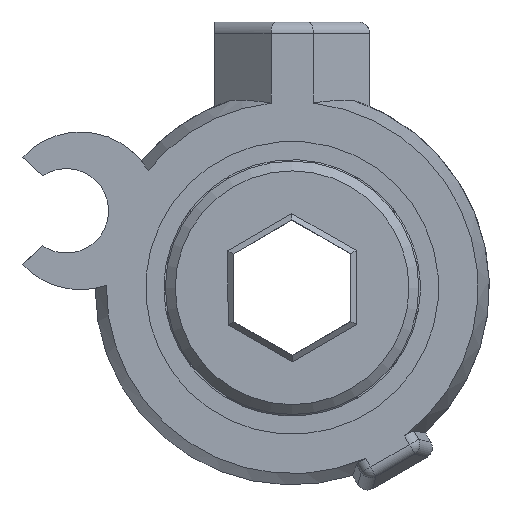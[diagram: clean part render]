
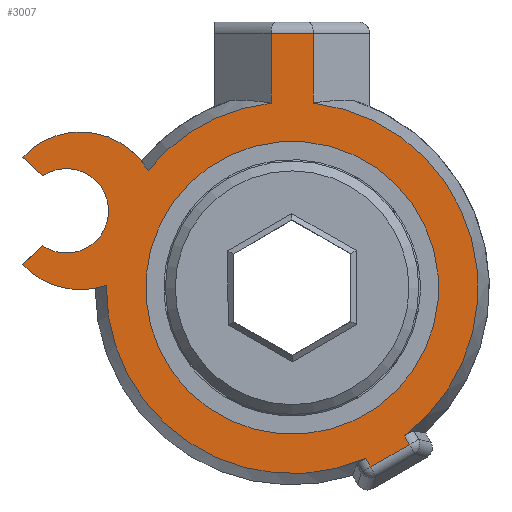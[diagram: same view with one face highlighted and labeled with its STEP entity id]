
A CAD part, front view. The second image highlights one B-rep face of the part: STEP entity #3007.
In plain terms, the highlighted planar face has unit normal (0, -1, 0).
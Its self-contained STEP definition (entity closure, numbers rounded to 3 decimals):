
#151=FACE_BOUND('',#519,.T.);
#205=PLANE('',#3311);
#337=FACE_OUTER_BOUND('',#518,.T.);
#518=EDGE_LOOP('',(#2517,#2518,#2519,#2520,#2521,#2522,#2523,#2524,#2525,
#2526,#2527,#2528,#2529,#2530));
#519=EDGE_LOOP('',(#2531));
#647=LINE('',#4389,#855);
#732=LINE('',#4785,#940);
#781=LINE('',#5017,#989);
#788=LINE('',#5054,#996);
#791=LINE('',#5070,#999);
#803=LINE('',#5127,#1011);
#804=LINE('',#5128,#1012);
#805=LINE('',#5129,#1013);
#855=VECTOR('',#3457,10.);
#940=VECTOR('',#3748,10.);
#989=VECTOR('',#3975,10.);
#996=VECTOR('',#4002,10.);
#999=VECTOR('',#4007,10.);
#1011=VECTOR('',#4069,10.);
#1012=VECTOR('',#4070,10.);
#1013=VECTOR('',#4071,10.);
#1087=CIRCLE('',#3109,2.8);
#1089=CIRCLE('',#3113,2.8);
#1091=CIRCLE('',#3117,1.5);
#1142=CIRCLE('',#3303,6.6);
#1143=CIRCLE('',#3306,6.6);
#1144=CIRCLE('',#3309,6.6);
#1145=CIRCLE('',#3312,5.2);
#1209=VERTEX_POINT('',#4386);
#1210=VERTEX_POINT('',#4388);
#1243=VERTEX_POINT('',#4459);
#1252=VERTEX_POINT('',#4496);
#1253=VERTEX_POINT('',#4501);
#1255=VERTEX_POINT('',#4509);
#1327=VERTEX_POINT('',#4778);
#1329=VERTEX_POINT('',#4784);
#1381=VERTEX_POINT('',#4984);
#1385=VERTEX_POINT('',#5009);
#1397=VERTEX_POINT('',#5043);
#1398=VERTEX_POINT('',#5057);
#1402=VERTEX_POINT('',#5111);
#1403=VERTEX_POINT('',#5123);
#1404=VERTEX_POINT('',#5130);
#1497=EDGE_CURVE('',#1209,#1210,#647,.T.);
#1532=EDGE_CURVE('',#1210,#1243,#1087,.T.);
#1544=EDGE_CURVE('',#1252,#1253,#1089,.T.);
#1549=EDGE_CURVE('',#1209,#1255,#1091,.T.);
#1661=EDGE_CURVE('',#1329,#1327,#732,.T.);
#1762=EDGE_CURVE('',#1385,#1381,#781,.T.);
#1776=EDGE_CURVE('',#1397,#1385,#788,.T.);
#1780=EDGE_CURVE('',#1381,#1398,#791,.T.);
#1798=EDGE_CURVE('',#1402,#1397,#1142,.T.);
#1800=EDGE_CURVE('',#1398,#1252,#1143,.T.);
#1801=EDGE_CURVE('',#1243,#1403,#1144,.T.);
#1803=EDGE_CURVE('',#1403,#1329,#803,.T.);
#1804=EDGE_CURVE('',#1255,#1253,#804,.T.);
#1805=EDGE_CURVE('',#1327,#1402,#805,.T.);
#1806=EDGE_CURVE('',#1404,#1404,#1145,.T.);
#2517=ORIENTED_EDGE('',*,*,#1661,.F.);
#2518=ORIENTED_EDGE('',*,*,#1803,.F.);
#2519=ORIENTED_EDGE('',*,*,#1801,.F.);
#2520=ORIENTED_EDGE('',*,*,#1532,.F.);
#2521=ORIENTED_EDGE('',*,*,#1497,.F.);
#2522=ORIENTED_EDGE('',*,*,#1549,.T.);
#2523=ORIENTED_EDGE('',*,*,#1804,.T.);
#2524=ORIENTED_EDGE('',*,*,#1544,.F.);
#2525=ORIENTED_EDGE('',*,*,#1800,.F.);
#2526=ORIENTED_EDGE('',*,*,#1780,.F.);
#2527=ORIENTED_EDGE('',*,*,#1762,.F.);
#2528=ORIENTED_EDGE('',*,*,#1776,.F.);
#2529=ORIENTED_EDGE('',*,*,#1798,.F.);
#2530=ORIENTED_EDGE('',*,*,#1805,.F.);
#2531=ORIENTED_EDGE('',*,*,#1806,.T.);
#3007=ADVANCED_FACE('',(#337,#151),#205,.F.);
#3109=AXIS2_PLACEMENT_3D('',#4460,#3520,#3521);
#3113=AXIS2_PLACEMENT_3D('',#4502,#3532,#3533);
#3117=AXIS2_PLACEMENT_3D('',#4511,#3543,#3544);
#3303=AXIS2_PLACEMENT_3D('',#5113,#4051,#4052);
#3306=AXIS2_PLACEMENT_3D('',#5120,#4057,#4058);
#3309=AXIS2_PLACEMENT_3D('',#5124,#4063,#4064);
#3311=AXIS2_PLACEMENT_3D('',#5126,#4067,#4068);
#3312=AXIS2_PLACEMENT_3D('',#5131,#4072,#4073);
#3457=DIRECTION('',(-0.731,0.,0.682));
#3520=DIRECTION('center_axis',(0.,1.,0.));
#3521=DIRECTION('ref_axis',(0.906,0.,-0.423));
#3532=DIRECTION('center_axis',(0.,1.,0.));
#3533=DIRECTION('ref_axis',(0.906,0.,-0.423));
#3543=DIRECTION('center_axis',(0.,1.,0.));
#3544=DIRECTION('ref_axis',(1.,0.,0.));
#3748=DIRECTION('',(1.,0.,0.));
#3975=DIRECTION('',(-0.866,0.,-0.5));
#4002=DIRECTION('',(0.503,0.,-0.864));
#4007=DIRECTION('',(-0.503,0.,0.864));
#4051=DIRECTION('center_axis',(0.,1.,0.));
#4052=DIRECTION('ref_axis',(0.906,0.,-0.423));
#4057=DIRECTION('center_axis',(0.,1.,0.));
#4058=DIRECTION('ref_axis',(-0.906,0.,0.423));
#4063=DIRECTION('center_axis',(0.,1.,0.));
#4064=DIRECTION('ref_axis',(-0.906,0.,0.423));
#4067=DIRECTION('center_axis',(0.,1.,0.));
#4068=DIRECTION('ref_axis',(1.,0.,0.));
#4069=DIRECTION('',(0.,0.,1.));
#4070=DIRECTION('',(-0.731,0.,-0.682));
#4071=DIRECTION('',(0.,0.,-1.));
#4072=DIRECTION('center_axis',(0.,1.,0.));
#4073=DIRECTION('ref_axis',(0.906,0.,-0.423));
#4386=CARTESIAN_POINT('',(-8.855,0.,3.977));
#4388=CARTESIAN_POINT('',(-9.567,0.,4.641));
#4389=CARTESIAN_POINT('',(-7.519,0.,2.732));
#4459=CARTESIAN_POINT('',(-5.116,0.,4.169));
#4460=CARTESIAN_POINT('Origin',(-7.519,0.,2.732));
#4496=CARTESIAN_POINT('',(-6.599,0.,0.087));
#4501=CARTESIAN_POINT('',(-9.567,0.,0.822));
#4502=CARTESIAN_POINT('Origin',(-7.519,0.,2.732));
#4509=CARTESIAN_POINT('',(-8.855,0.,1.486));
#4511=CARTESIAN_POINT('Origin',(-8.019,0.,2.732));
#4778=CARTESIAN_POINT('',(0.75,0.,9.037));
#4784=CARTESIAN_POINT('',(-0.75,0.,9.037));
#4785=CARTESIAN_POINT('',(-2.017,0.,9.037));
#4984=CARTESIAN_POINT('',(2.782,0.,-6.369));
#5009=CARTESIAN_POINT('',(4.164,0.,-5.57));
#5017=CARTESIAN_POINT('',(3.405,0.,-6.008));
#5043=CARTESIAN_POINT('',(3.984,0.,-5.262));
#5054=CARTESIAN_POINT('',(0.96,0.,-0.067));
#5057=CARTESIAN_POINT('',(2.604,0.,-6.064));
#5070=CARTESIAN_POINT('',(-0.323,0.,-1.035));
#5111=CARTESIAN_POINT('',(0.75,0.,6.557));
#5113=CARTESIAN_POINT('Origin',(0.,0.,0.));
#5120=CARTESIAN_POINT('Origin',(0.,0.,0.));
#5123=CARTESIAN_POINT('',(-0.75,0.,6.557));
#5124=CARTESIAN_POINT('Origin',(0.,0.,0.));
#5126=CARTESIAN_POINT('Origin',(-1.283,0.,1.055));
#5127=CARTESIAN_POINT('',(-0.75,0.,3.746));
#5128=CARTESIAN_POINT('',(-7.519,0.,2.732));
#5129=CARTESIAN_POINT('',(0.75,0.,5.246));
#5130=CARTESIAN_POINT('',(-4.713,0.,2.198));
#5131=CARTESIAN_POINT('Origin',(0.,0.,0.));
